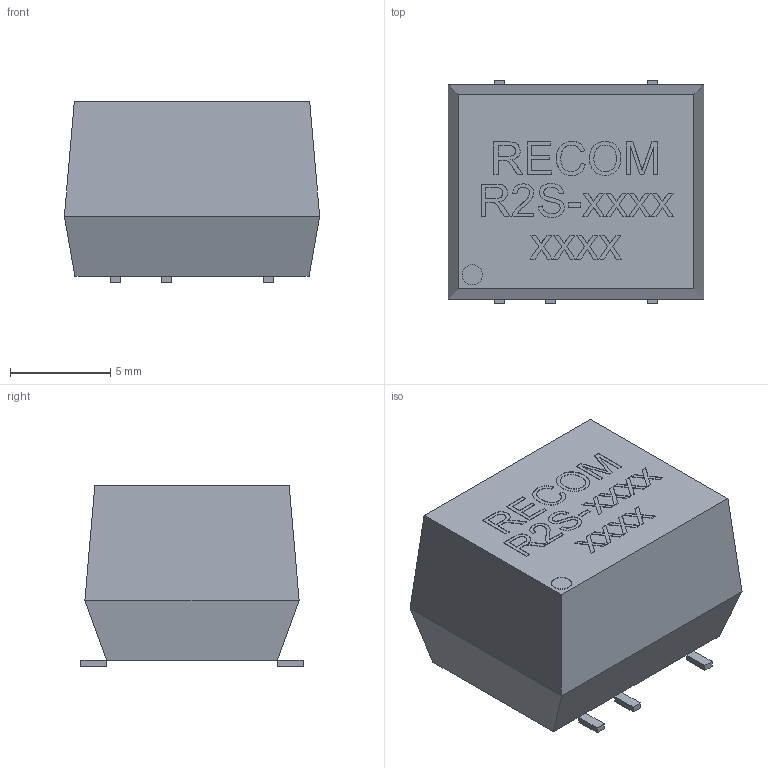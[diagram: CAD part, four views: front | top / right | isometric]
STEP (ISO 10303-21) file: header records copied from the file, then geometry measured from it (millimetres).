
FILE_DESCRIPTION( ( 'Unknown' ), '1' );
FILE_NAME( '2W SMD-S5_R2S.stp', 'Unknown', ( 'Unknown' ), ( 'Unknown' ), 'XStep 1.0', 'Unknown', ' ' );
FILE_SCHEMA( ( 'automotive_design' ) );
Length unit declared in the file: millimetre
Products named in the file (1): 1
Bounding box: 12.75 x 11.1 x 9 mm (x, y, z)
Volume: 1066.4 mm3; surface area: 621.6 mm2
Topology: 1 solids, 1 shells, 221 faces, 580 edges, 382 vertices
Faces by surface type: plane 178, extrusion 42, cylinder 1
Full cylindrical faces by diameter (mm): 1 x1
Entity records: 9996 total; most frequent: CARTESIAN_POINT 3400, ORIENTED_EDGE 1154, DIRECTION 663, EDGE_CURVE 577, VERTEX_POINT 382, B_SPLINE_CURVE_WITH_KNOTS 360, VECTOR 299, LINE 257
